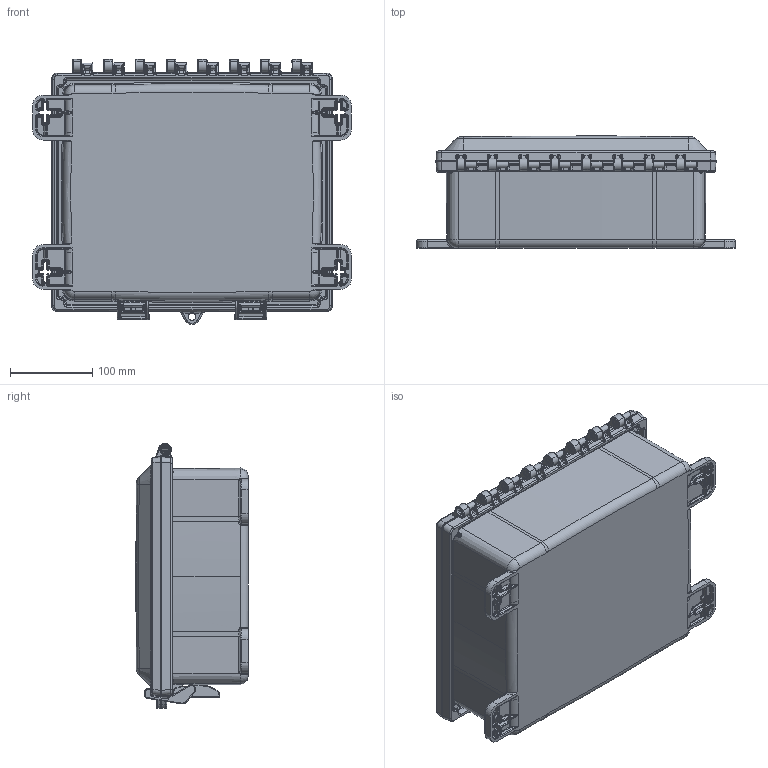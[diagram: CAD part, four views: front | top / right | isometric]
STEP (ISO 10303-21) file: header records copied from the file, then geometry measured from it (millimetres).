
FILE_DESCRIPTION (( 'STEP AP214' ), '1' );
FILE_NAME ('TEPCSL121004-KIT01_3D.step', '2025-02-10T22:14:12', ( '' ), ( '' ), 'SwSTEP 2.0', 'SolidWorks 2022', '' );
FILE_SCHEMA (( 'AUTOMOTIVE_DESIGN' ));
Length unit declared in the file: inch
Products named in the file (1): TEPCSL121004-KIT01_3D
Bounding box: 387.35 x 136.59 x 321.98 mm (x, y, z)
Volume: 2020962.4 mm3; surface area: 969016.6 mm2
Topology: 16 solids, 16 shells, 4325 faces, 10163 edges, 5923 vertices
Faces by surface type: cylinder 1222, bspline 1156, plane 823, torus 567, cone 516, sphere 41
Entity records: 216950 total; most frequent: CARTESIAN_POINT 128297, ORIENTED_EDGE 20310, DIRECTION 16161, EDGE_CURVE 10155, AXIS2_PLACEMENT_3D 6421, VERTEX_POINT 5919, EDGE_LOOP 4456, ADVANCED_FACE 4325
